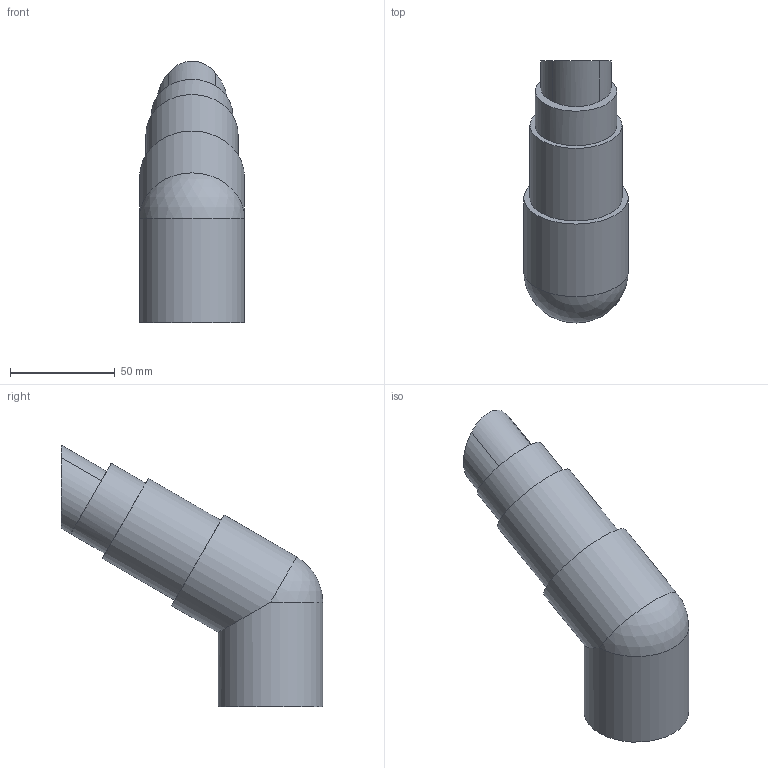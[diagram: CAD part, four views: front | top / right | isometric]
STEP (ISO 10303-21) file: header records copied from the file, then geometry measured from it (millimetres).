
FILE_DESCRIPTION(/* description */ (''),/* implementation_level */ '2;1');
FILE_NAME(/* name */ 'untide v1.step',/* time_stamp */ '2025-05-18T17:33:12+08:00',/* author */ (''),/* organization */ (''),/* preprocessor_version */ 'ST-DEVELOPER v20.1',/* originating_system */ 'Autodesk Translation Framework v14.4.0.0',/* authorisation */ '');
FILE_SCHEMA (('AUTOMOTIVE_DESIGN { 1 0 10303 214 3 1 1 }'));
Length unit declared in the file: millimetre
Products named in the file (1): untide
Bounding box: 50 x 125 x 125.05 mm (x, y, z)
Volume: 88875.5 mm3; surface area: 46397.6 mm2
Topology: 1 solids, 1 shells, 32 faces, 74 edges, 47 vertices
Faces by surface type: plane 13, cylinder 13, bspline 2, cone 2, sphere 2
Full cylindrical faces by diameter (mm): 38.849 x1, 40 x1, 42 x1, 44.04 x1, 50 x2
Entity records: 1022 total; most frequent: CARTESIAN_POINT 237, DIRECTION 172, ORIENTED_EDGE 148, AXIS2_PLACEMENT_3D 75, EDGE_CURVE 74, VERTEX_POINT 47, EDGE_LOOP 37, FACE_OUTER_BOUND 32
